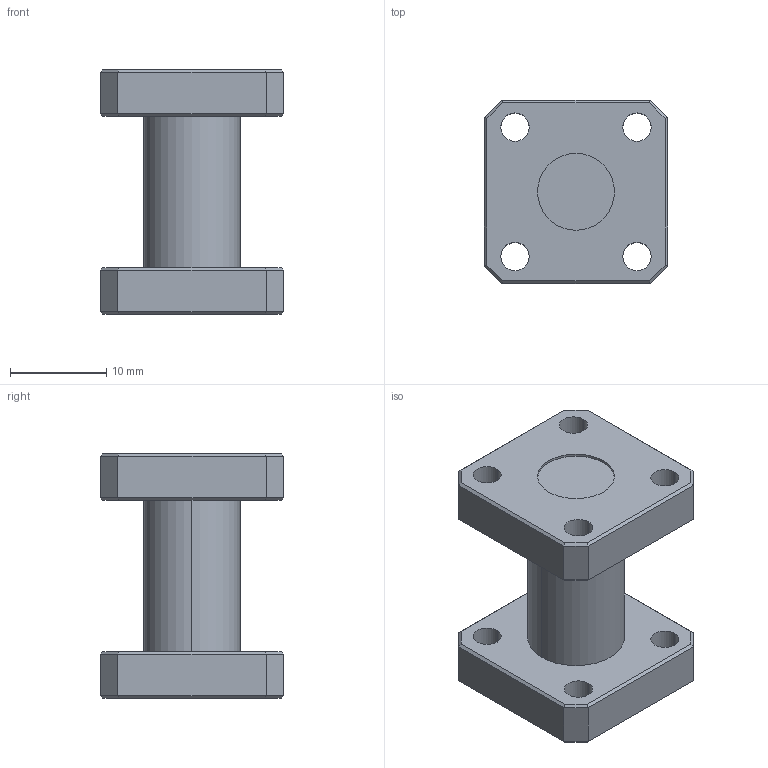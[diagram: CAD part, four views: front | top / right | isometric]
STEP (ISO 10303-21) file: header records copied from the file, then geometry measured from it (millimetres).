
FILE_DESCRIPTION (( 'STEP AP203' ), '1' );
FILE_NAME ('WG-FA-315-L.STEP', '2022-04-06T18:55:35', ( '' ), ( '' ), 'SwSTEP 2.0', 'SolidWorks 2021', '' );
FILE_SCHEMA (( 'CONFIG_CONTROL_DESIGN' ));
Length unit declared in the file: inch
Products named in the file (1): WG-FA-315-L
Bounding box: 19.05 x 19.05 x 25.4 mm (x, y, z)
Volume: 4388.7 mm3; surface area: 2677.7 mm2
Topology: 1 solids, 1 shells, 76 faces, 178 edges, 108 vertices
Faces by surface type: plane 54, cylinder 22
Entity records: 2241 total; most frequent: DIRECTION 376, CARTESIAN_POINT 363, ORIENTED_EDGE 356, EDGE_CURVE 178, LINE 134, VECTOR 134, AXIS2_PLACEMENT_3D 121, VERTEX_POINT 108
